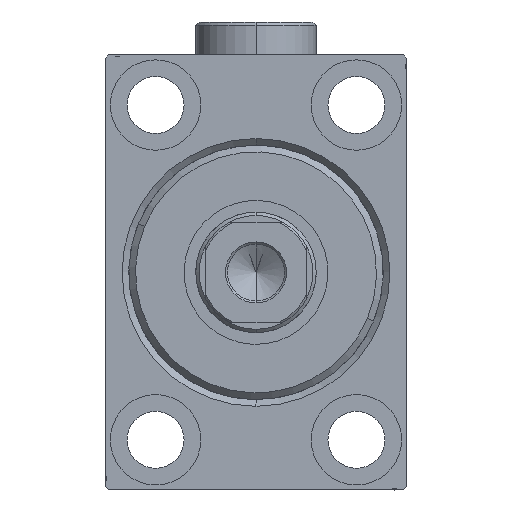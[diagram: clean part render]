
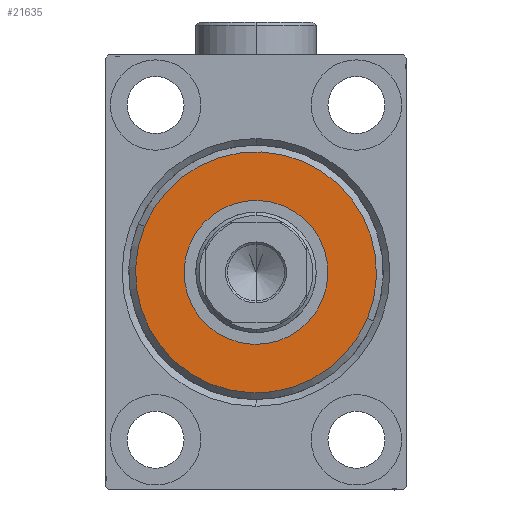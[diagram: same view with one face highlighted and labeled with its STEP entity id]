
A CAD part, left-side view. The second image highlights one B-rep face of the part: STEP entity #21635.
In plain terms, the highlighted face is planar.
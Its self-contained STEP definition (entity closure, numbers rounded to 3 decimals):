
#181 = AXIS2_PLACEMENT_3D ( 'NONE', #16847, #44754, #17986 ) ;
#2414 = CARTESIAN_POINT ( 'NONE',  ( 3., 0., 10.75 ) ) ;
#2913 = PLANE ( 'NONE',  #181 ) ;
#4074 = DIRECTION ( 'NONE',  ( 1., 0., 0. ) ) ;
#4298 = DIRECTION ( 'NONE',  ( 0., 0., -1. ) ) ;
#4495 = CIRCLE ( 'NONE', #5964, 10.75 ) ;
#4757 = CARTESIAN_POINT ( 'NONE',  ( 3., 0., -18. ) ) ;
#5964 = AXIS2_PLACEMENT_3D ( 'NONE', #40199, #19608, #33102 ) ;
#6277 = ORIENTED_EDGE ( 'NONE', *, *, #21175, .T. ) ;
#7056 = CARTESIAN_POINT ( 'NONE',  ( 3., 0., 0. ) ) ;
#9771 = FACE_OUTER_BOUND ( 'NONE', #30329, .T. ) ;
#10287 = AXIS2_PLACEMENT_3D ( 'NONE', #31050, #34932, #27617 ) ;
#13357 = VERTEX_POINT ( 'NONE', #14952 ) ;
#13480 = DIRECTION ( 'NONE',  ( 1., 0., 0. ) ) ;
#13703 = CARTESIAN_POINT ( 'NONE',  ( 3., 0., 0. ) ) ;
#13961 = VERTEX_POINT ( 'NONE', #4757 ) ;
#14952 = CARTESIAN_POINT ( 'NONE',  ( 3., 0., 18. ) ) ;
#15085 = VERTEX_POINT ( 'NONE', #2414 ) ;
#16847 = CARTESIAN_POINT ( 'NONE',  ( 3., 0., 0. ) ) ;
#16912 = AXIS2_PLACEMENT_3D ( 'NONE', #13703, #13480, #45030 ) ;
#17312 = CIRCLE ( 'NONE', #42884, 18. ) ;
#17986 = DIRECTION ( 'NONE',  ( 0., 0., -1. ) ) ;
#18427 = EDGE_CURVE ( 'NONE', #26178, #15085, #32950, .T. ) ;
#18637 = ORIENTED_EDGE ( 'NONE', *, *, #38635, .T. ) ;
#19608 = DIRECTION ( 'NONE',  ( -1., 0., 0. ) ) ;
#21175 = EDGE_CURVE ( 'NONE', #13961, #13357, #36645, .T. ) ;
#21635 = ADVANCED_FACE ( 'NONE', ( #9771, #23725 ), #2913, .T. ) ;
#22534 = ORIENTED_EDGE ( 'NONE', *, *, #36025, .T. ) ;
#23725 = FACE_BOUND ( 'NONE', #25970, .T. ) ;
#24147 = ORIENTED_EDGE ( 'NONE', *, *, #18427, .T. ) ;
#25970 = EDGE_LOOP ( 'NONE', ( #18637, #24147 ) ) ;
#26178 = VERTEX_POINT ( 'NONE', #27226 ) ;
#27226 = CARTESIAN_POINT ( 'NONE',  ( 3., 0., -10.75 ) ) ;
#27617 = DIRECTION ( 'NONE',  ( 0., 0., -1. ) ) ;
#30329 = EDGE_LOOP ( 'NONE', ( #22534, #6277 ) ) ;
#31050 = CARTESIAN_POINT ( 'NONE',  ( 3., 0., 0. ) ) ;
#32950 = CIRCLE ( 'NONE', #10287, 10.75 ) ;
#33102 = DIRECTION ( 'NONE',  ( 0., 0., -1. ) ) ;
#34932 = DIRECTION ( 'NONE',  ( -1., 0., 0. ) ) ;
#36025 = EDGE_CURVE ( 'NONE', #13357, #13961, #17312, .T. ) ;
#36645 = CIRCLE ( 'NONE', #16912, 18. ) ;
#38635 = EDGE_CURVE ( 'NONE', #15085, #26178, #4495, .T. ) ;
#40199 = CARTESIAN_POINT ( 'NONE',  ( 3., 0., 0. ) ) ;
#42884 = AXIS2_PLACEMENT_3D ( 'NONE', #7056, #4074, #4298 ) ;
#44754 = DIRECTION ( 'NONE',  ( 1., 0., 0. ) ) ;
#45030 = DIRECTION ( 'NONE',  ( 0., 0., -1. ) ) ;
